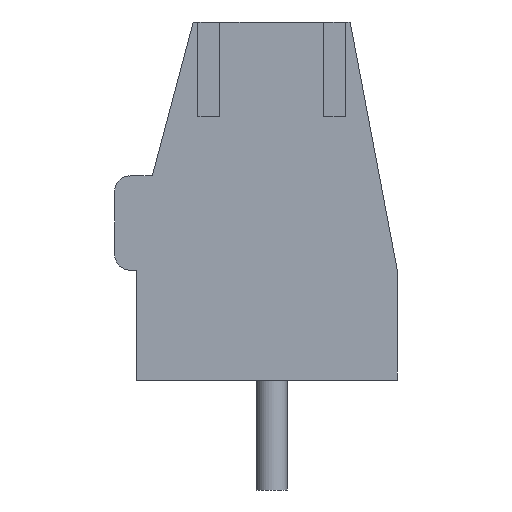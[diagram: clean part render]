
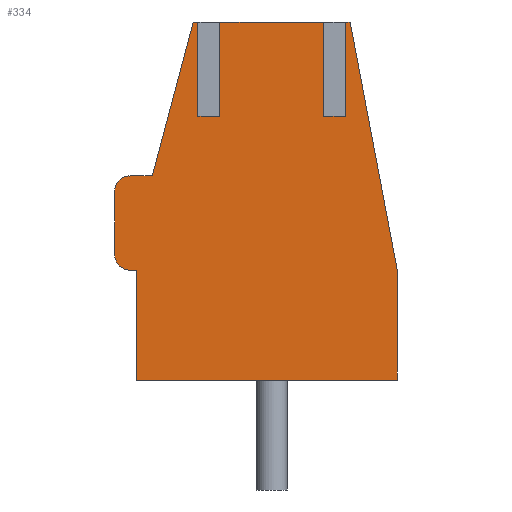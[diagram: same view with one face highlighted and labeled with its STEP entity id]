
A CAD part, front view. The second image highlights one B-rep face of the part: STEP entity #334.
In plain terms, the highlighted planar face has unit normal (0, -1, 0).
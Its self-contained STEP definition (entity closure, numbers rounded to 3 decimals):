
#13=DIRECTION('',(0.,0.,1.));
#14=DIRECTION('',(1.,0.,0.));
#64=VERTEX_POINT('',#65);
#65=CARTESIAN_POINT('',(4.,-15.,0.));
#68=DIRECTION('',(0.,-1.,0.));
#69=ORIENTED_EDGE('',*,*,#70,.T.);
#70=EDGE_CURVE('',#64,#71,#73,.T.);
#71=VERTEX_POINT('',#72);
#72=CARTESIAN_POINT('',(4.,-15.,3.5));
#73=LINE('',#65,#74);
#74=VECTOR('',#13,1.);
#85=DIRECTION('',(-1.,0.,0.));
#94=VECTOR('',#14,1.);
#106=VECTOR('',#85,1.);
#249=VERTEX_POINT('',#250);
#250=CARTESIAN_POINT('',(-4.3,-15.,0.));
#251=ORIENTED_EDGE('',*,*,#252,.T.);
#252=EDGE_CURVE('',#249,#64,#253,.T.);
#253=LINE('',#250,#94);
#261=ORIENTED_EDGE('',*,*,#262,.T.);
#262=EDGE_CURVE('',#71,#263,#265,.T.);
#263=VERTEX_POINT('',#264);
#264=CARTESIAN_POINT('',(2.5,-15.,11.4));
#265=LINE('',#72,#266);
#266=VECTOR('',#267,1.);
#267=DIRECTION('',(-0.187,0.,0.982));
#294=VECTOR('',#295,1.);
#295=DIRECTION('',(-0.256,0.,-0.967));
#313=VECTOR('',#314,1.);
#314=DIRECTION('',(0.,0.,-1.));
#334=ADVANCED_FACE('',(#335),#423,.T.);
#335=FACE_BOUND('',#336,.T.);
#336=EDGE_LOOP('',(#337,#251,#69,#261,#342,#347,#353,#359,#365,#369,#375,#381,#387,#391,#396,#401,#408,#413,#420));
#337=ORIENTED_EDGE('',*,*,#338,.T.);
#338=EDGE_CURVE('',#339,#249,#341,.T.);
#339=VERTEX_POINT('',#340);
#340=CARTESIAN_POINT('',(-4.3,-15.,3.5));
#341=LINE('',#340,#313);
#342=ORIENTED_EDGE('',*,*,#343,.T.);
#343=EDGE_CURVE('',#263,#344,#346,.T.);
#344=VERTEX_POINT('',#345);
#345=CARTESIAN_POINT('',(2.35,-15.,11.4));
#346=LINE('',#264,#106);
#347=ORIENTED_EDGE('',*,*,#348,.F.);
#348=EDGE_CURVE('',#349,#344,#351,.T.);
#349=VERTEX_POINT('',#350);
#350=CARTESIAN_POINT('',(2.35,-15.,8.4));
#351=LINE('',#352,#74);
#352=CARTESIAN_POINT('',(2.35,-15.,6.809));
#353=ORIENTED_EDGE('',*,*,#354,.T.);
#354=EDGE_CURVE('',#349,#355,#357,.T.);
#355=VERTEX_POINT('',#356);
#356=CARTESIAN_POINT('',(1.65,-15.,8.4));
#357=LINE('',#358,#106);
#358=CARTESIAN_POINT('',(0.648,-15.,8.4));
#359=ORIENTED_EDGE('',*,*,#360,.T.);
#360=EDGE_CURVE('',#355,#361,#363,.T.);
#361=VERTEX_POINT('',#362);
#362=CARTESIAN_POINT('',(1.65,-15.,11.4));
#363=LINE('',#364,#74);
#364=CARTESIAN_POINT('',(1.65,-15.,6.809));
#365=ORIENTED_EDGE('',*,*,#366,.T.);
#366=EDGE_CURVE('',#361,#367,#346,.T.);
#367=VERTEX_POINT('',#368);
#368=CARTESIAN_POINT('',(-1.65,-15.,11.4));
#369=ORIENTED_EDGE('',*,*,#370,.F.);
#370=EDGE_CURVE('',#371,#367,#373,.T.);
#371=VERTEX_POINT('',#372);
#372=CARTESIAN_POINT('',(-1.65,-15.,8.4));
#373=LINE('',#374,#74);
#374=CARTESIAN_POINT('',(-1.65,-15.,6.809));
#375=ORIENTED_EDGE('',*,*,#376,.T.);
#376=EDGE_CURVE('',#371,#377,#379,.T.);
#377=VERTEX_POINT('',#378);
#378=CARTESIAN_POINT('',(-2.35,-15.,8.4));
#379=LINE('',#380,#106);
#380=CARTESIAN_POINT('',(-1.352,-15.,8.4));
#381=ORIENTED_EDGE('',*,*,#382,.T.);
#382=EDGE_CURVE('',#377,#383,#385,.T.);
#383=VERTEX_POINT('',#384);
#384=CARTESIAN_POINT('',(-2.35,-15.,11.4));
#385=LINE('',#386,#74);
#386=CARTESIAN_POINT('',(-2.35,-15.,6.809));
#387=ORIENTED_EDGE('',*,*,#388,.T.);
#388=EDGE_CURVE('',#383,#389,#346,.T.);
#389=VERTEX_POINT('',#390);
#390=CARTESIAN_POINT('',(-2.5,-15.,11.4));
#391=ORIENTED_EDGE('',*,*,#392,.T.);
#392=EDGE_CURVE('',#389,#393,#395,.T.);
#393=VERTEX_POINT('',#394);
#394=CARTESIAN_POINT('',(-3.8,-15.,6.5));
#395=LINE('',#390,#294);
#396=ORIENTED_EDGE('',*,*,#397,.T.);
#397=EDGE_CURVE('',#393,#398,#400,.T.);
#398=VERTEX_POINT('',#399);
#399=CARTESIAN_POINT('',(-4.5,-15.,6.5));
#400=LINE('',#394,#106);
#401=ORIENTED_EDGE('',*,*,#402,.T.);
#402=EDGE_CURVE('',#398,#403,#405,.T.);
#403=VERTEX_POINT('',#404);
#404=CARTESIAN_POINT('',(-5.,-15.,6.));
#405=ELLIPSE('',#406,0.5,0.5);
#406=AXIS2_PLACEMENT_3D('',#407,#68,#14);
#407=CARTESIAN_POINT('',(-4.5,-15.,6.));
#408=ORIENTED_EDGE('',*,*,#409,.T.);
#409=EDGE_CURVE('',#403,#410,#412,.T.);
#410=VERTEX_POINT('',#411);
#411=CARTESIAN_POINT('',(-5.,-15.,4.));
#412=LINE('',#404,#313);
#413=ORIENTED_EDGE('',*,*,#414,.T.);
#414=EDGE_CURVE('',#410,#415,#417,.T.);
#415=VERTEX_POINT('',#416);
#416=CARTESIAN_POINT('',(-4.5,-15.,3.5));
#417=ELLIPSE('',#418,0.5,0.5);
#418=AXIS2_PLACEMENT_3D('',#419,#68,#14);
#419=CARTESIAN_POINT('',(-4.5,-15.,4.));
#420=ORIENTED_EDGE('',*,*,#421,.T.);
#421=EDGE_CURVE('',#415,#339,#422,.T.);
#422=LINE('',#416,#94);
#423=PLANE('',#424);
#424=AXIS2_PLACEMENT_3D('',#425,#68,#314);
#425=CARTESIAN_POINT('',(-0.354,-15.,5.217));
